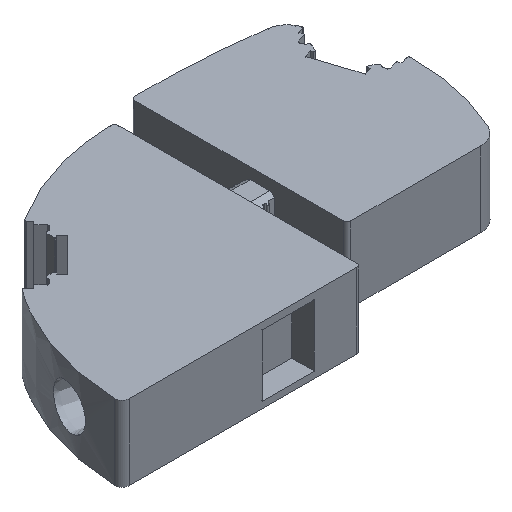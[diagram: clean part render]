
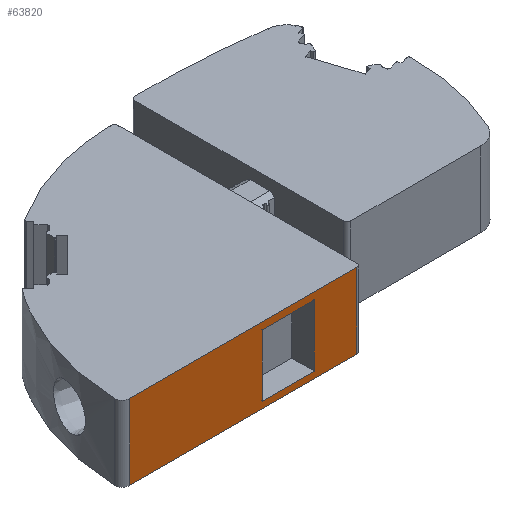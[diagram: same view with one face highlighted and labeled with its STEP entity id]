
A CAD part, isometric view. The second image highlights one B-rep face of the part: STEP entity #63820.
In plain terms, the highlighted planar face has unit normal (0, -1, 0).
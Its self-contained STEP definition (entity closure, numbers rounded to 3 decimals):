
#53490=CARTESIAN_POINT('',(-168.244,24.666,
-9.652));
#53500=VERTEX_POINT('',#53490);
#55430=CARTESIAN_POINT('',(-198.729,24.666,
-9.652));
#55440=VERTEX_POINT('',#55430);
#55470=CARTESIAN_POINT('',(-6.,24.666,
-9.652));
#55480=DIRECTION('',(1.,0.,0.));
#55490=VECTOR('',#55480,1.);
#55500=LINE('',#55470,#55490);
#55510=EDGE_CURVE('',#55440,#53500,#55500,.T.);
#63180=CARTESIAN_POINT('',(-179.729,24.666,
-1.302));
#63190=DIRECTION('',(0.,-1.,0.));
#63200=DIRECTION('',(0.,0.,-1.));
#63210=AXIS2_PLACEMENT_3D('',#63180,#63190,#63200);
#63220=PLANE('',#63210);
#63230=CARTESIAN_POINT('',(-198.729,24.666,
-9.205));
#63240=DIRECTION('',(0.,0.,-1.));
#63250=VECTOR('',#63240,1.);
#63260=LINE('',#63230,#63250);
#63270=CARTESIAN_POINT('',(-198.729,24.666,
0.448));
#63280=VERTEX_POINT('',#63270);
#63290=EDGE_CURVE('',#63280,#55440,#63260,.T.);
#63300=ORIENTED_EDGE('',*,*,#63290,.T.);
#63310=CARTESIAN_POINT('',(-6.,24.666,
0.448));
#63320=DIRECTION('',(-1.,0.,0.));
#63330=VECTOR('',#63320,1.);
#63340=LINE('',#63310,#63330);
#63350=CARTESIAN_POINT('',(-168.244,24.666,
0.448));
#63360=VERTEX_POINT('',#63350);
#63370=EDGE_CURVE('',#63360,#63280,#63340,.T.);
#63380=ORIENTED_EDGE('',*,*,#63370,.T.);
#63390=CARTESIAN_POINT('',(-168.244,24.666,
-9.652));
#63400=DIRECTION('',(0.,0.,1.));
#63410=VECTOR('',#63400,1.);
#63420=LINE('',#63390,#63410);
#63430=EDGE_CURVE('',#53500,#63360,#63420,.T.);
#63440=ORIENTED_EDGE('',*,*,#63430,.T.);
#63450=ORIENTED_EDGE('',*,*,#55510,.T.);
#63460=EDGE_LOOP('',(#63450,#63440,#63380,#63300));
#63470=FACE_OUTER_BOUND('',#63460,.T.);
#63480=CARTESIAN_POINT('',(-186.016,24.666,
0.));
#63490=DIRECTION('',(0.,0.,1.));
#63500=VECTOR('',#63490,1.);
#63510=LINE('',#63480,#63500);
#63520=CARTESIAN_POINT('',(-186.016,24.666,
-8.752));
#63530=VERTEX_POINT('',#63520);
#63540=CARTESIAN_POINT('',(-186.016,24.666,
-0.452));
#63550=VERTEX_POINT('',#63540);
#63560=EDGE_CURVE('',#63530,#63550,#63510,.T.);
#63570=ORIENTED_EDGE('',*,*,#63560,.F.);
#63580=CARTESIAN_POINT('',(-9.51,24.666,-0.452));
#63590=DIRECTION('',(-1.,0.,0.));
#63600=VECTOR('',#63590,1.);
#63610=LINE('',#63580,#63600);
#63620=CARTESIAN_POINT('',(-193.017,24.666,
-0.452));
#63630=VERTEX_POINT('',#63620);
#63640=EDGE_CURVE('',#63550,#63630,#63610,.T.);
#63650=ORIENTED_EDGE('',*,*,#63640,.F.);
#63660=CARTESIAN_POINT('',(-193.017,24.666,
0.));
#63670=DIRECTION('',(0.,0.,-1.));
#63680=VECTOR('',#63670,1.);
#63690=LINE('',#63660,#63680);
#63700=CARTESIAN_POINT('',(-193.017,24.666,
-8.752));
#63710=VERTEX_POINT('',#63700);
#63720=EDGE_CURVE('',#63630,#63710,#63690,.T.);
#63730=ORIENTED_EDGE('',*,*,#63720,.F.);
#63740=CARTESIAN_POINT('',(-9.51,24.666,-8.752));
#63750=DIRECTION('',(1.,0.,0.));
#63760=VECTOR('',#63750,1.);
#63770=LINE('',#63740,#63760);
#63780=EDGE_CURVE('',#63710,#63530,#63770,.T.);
#63790=ORIENTED_EDGE('',*,*,#63780,.F.);
#63800=EDGE_LOOP('',(#63790,#63730,#63650,#63570));
#63810=FACE_BOUND('',#63800,.T.);
#63820=ADVANCED_FACE('',(#63470,#63810),#63220,.T.);
